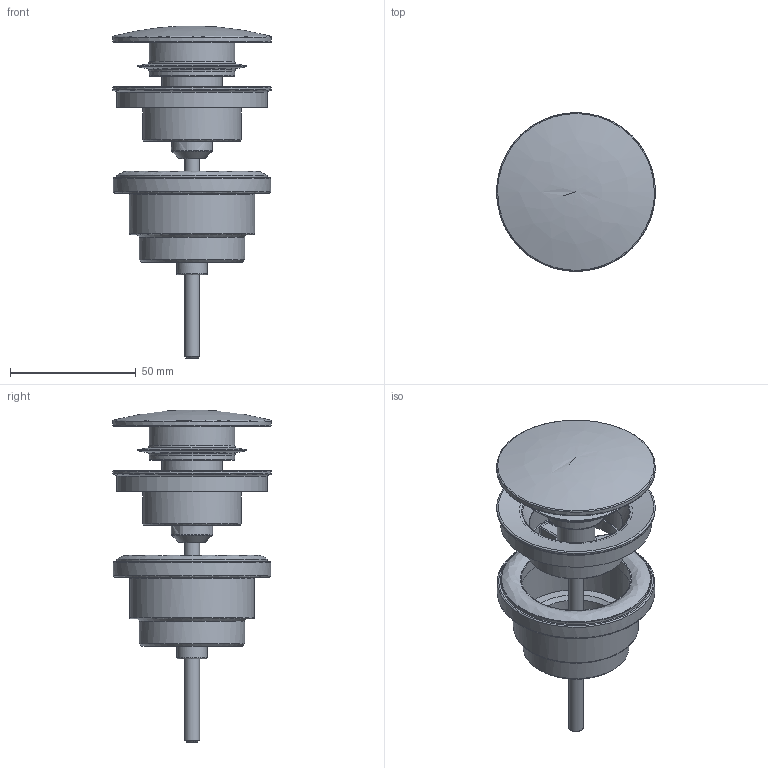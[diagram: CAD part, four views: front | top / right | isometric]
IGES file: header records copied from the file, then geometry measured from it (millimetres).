
Start section: C
Global section: file name: P710.igs; native system: By Siemens PLM Incorporated; preprocessor: XPlus GENERIC/IGES 18.0.17; author: Author; organization: Title; date: 20160523.122403; units: millimetre
Bounding box: 63 x 63 x 131.9 mm (x, y, z)
Volume: 72299.2 mm3; surface area: 46432.9 mm2
Topology: 6 solids, 7 shells, 187 faces, 430 edges, 263 vertices
Faces by surface type: bspline 187
